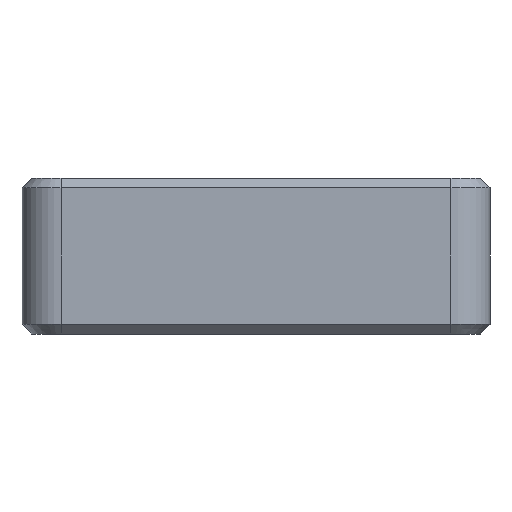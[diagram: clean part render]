
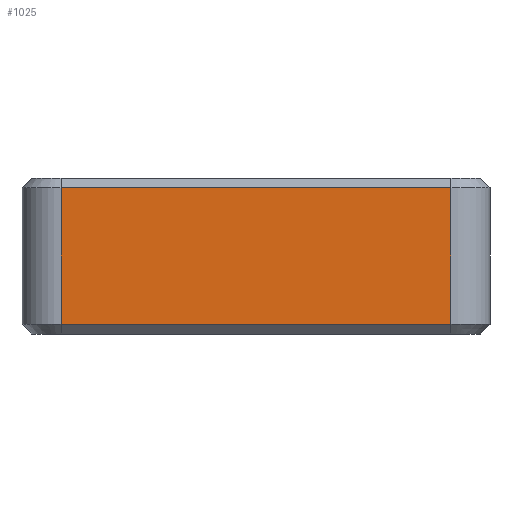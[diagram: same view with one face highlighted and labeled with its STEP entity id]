
A CAD part, front view. The second image highlights one B-rep face of the part: STEP entity #1025.
In plain terms, the highlighted planar face has unit normal (0, -1, 0).
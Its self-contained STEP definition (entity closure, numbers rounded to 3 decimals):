
#224 = EDGE_CURVE ( 'NONE', #266, #1133, #280, .T. ) ;
#266 = VERTEX_POINT ( 'NONE', #1228 ) ;
#280 = LINE ( 'NONE', #487, #2141 ) ;
#310 = EDGE_CURVE ( 'NONE', #1317, #2060, #548, .T. ) ;
#388 = ORIENTED_EDGE ( 'NONE', *, *, #224, .T. ) ;
#395 = DIRECTION ( 'NONE',  ( 0., 0., 1. ) ) ;
#487 = CARTESIAN_POINT ( 'NONE',  ( -10., -20., 7.5 ) ) ;
#548 = LINE ( 'NONE', #1429, #1038 ) ;
#673 = DIRECTION ( 'NONE',  ( -1., 0., 0. ) ) ;
#683 = DIRECTION ( 'NONE',  ( 1., 0., 0. ) ) ;
#693 = CARTESIAN_POINT ( 'NONE',  ( -10., -20., 0.5 ) ) ;
#765 = PLANE ( 'NONE',  #1822 ) ;
#804 = EDGE_LOOP ( 'NONE', ( #2095, #388, #2298, #2345 ) ) ;
#963 = LINE ( 'NONE', #1285, #2390 ) ;
#1025 = ADVANCED_FACE ( 'NONE', ( #2181 ), #765, .F. ) ;
#1038 = VECTOR ( 'NONE', #683, 1000. ) ;
#1100 = CARTESIAN_POINT ( 'NONE',  ( 10., -20., 0.5 ) ) ;
#1133 = VERTEX_POINT ( 'NONE', #1910 ) ;
#1139 = VECTOR ( 'NONE', #1997, 1000. ) ;
#1228 = CARTESIAN_POINT ( 'NONE',  ( 10., -20., 7.5 ) ) ;
#1264 = CARTESIAN_POINT ( 'NONE',  ( 10., -20., 8. ) ) ;
#1285 = CARTESIAN_POINT ( 'NONE',  ( -10., -20., 8. ) ) ;
#1315 = LINE ( 'NONE', #1264, #1139 ) ;
#1317 = VERTEX_POINT ( 'NONE', #693 ) ;
#1396 = EDGE_CURVE ( 'NONE', #2060, #266, #1315, .T. ) ;
#1429 = CARTESIAN_POINT ( 'NONE',  ( -12., -20., 0.5 ) ) ;
#1476 = EDGE_CURVE ( 'NONE', #1133, #1317, #963, .T. ) ;
#1511 = DIRECTION ( 'NONE',  ( 0., 1., 0. ) ) ;
#1653 = DIRECTION ( 'NONE',  ( 0., 0., -1. ) ) ;
#1822 = AXIS2_PLACEMENT_3D ( 'NONE', #2248, #1511, #395 ) ;
#1910 = CARTESIAN_POINT ( 'NONE',  ( -10., -20., 7.5 ) ) ;
#1997 = DIRECTION ( 'NONE',  ( 0., 0., 1. ) ) ;
#2060 = VERTEX_POINT ( 'NONE', #1100 ) ;
#2095 = ORIENTED_EDGE ( 'NONE', *, *, #1396, .T. ) ;
#2141 = VECTOR ( 'NONE', #673, 1000. ) ;
#2181 = FACE_OUTER_BOUND ( 'NONE', #804, .T. ) ;
#2248 = CARTESIAN_POINT ( 'NONE',  ( -12., -20., 8. ) ) ;
#2298 = ORIENTED_EDGE ( 'NONE', *, *, #1476, .T. ) ;
#2345 = ORIENTED_EDGE ( 'NONE', *, *, #310, .T. ) ;
#2390 = VECTOR ( 'NONE', #1653, 1000. ) ;
